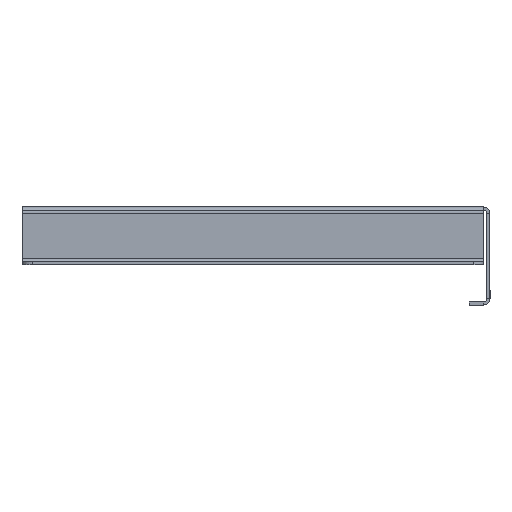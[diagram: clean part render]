
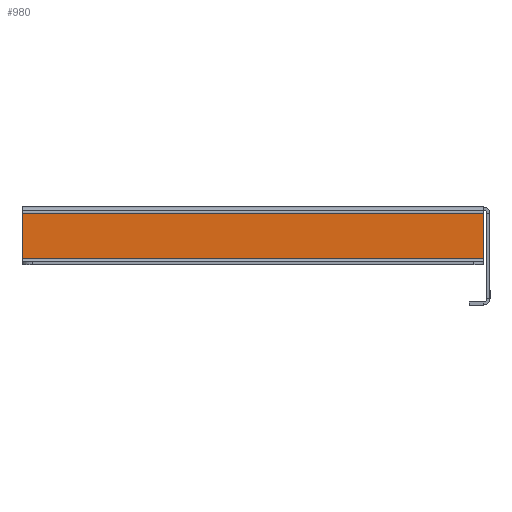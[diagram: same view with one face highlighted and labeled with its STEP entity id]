
A CAD part, left-side view. The second image highlights one B-rep face of the part: STEP entity #980.
In plain terms, the highlighted planar face has unit normal (-1, 0, 0).
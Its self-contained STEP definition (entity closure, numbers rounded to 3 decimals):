
#78 = VECTOR ( 'NONE', #655, 1000. ) ;
#86 = DIRECTION ( 'NONE',  ( 0., -1., 0. ) ) ;
#295 = CARTESIAN_POINT ( 'NONE',  ( -374., -111.5, -25. ) ) ;
#300 = EDGE_CURVE ( 'NONE', #4287, #1186, #1277, .T. ) ;
#336 = EDGE_CURVE ( 'NONE', #1186, #1004, #4706, .T. ) ;
#340 = CARTESIAN_POINT ( 'NONE',  ( -374., -111.5, -3. ) ) ;
#532 = CARTESIAN_POINT ( 'NONE',  ( -374., 111.5, -25. ) ) ;
#655 = DIRECTION ( 'NONE',  ( 0., 1., 0. ) ) ;
#776 = VERTEX_POINT ( 'NONE', #2384 ) ;
#980 = ADVANCED_FACE ( 'NONE', ( #1505 ), #4242, .F. ) ;
#1004 = VERTEX_POINT ( 'NONE', #340 ) ;
#1090 = EDGE_CURVE ( 'NONE', #1004, #776, #1114, .T. ) ;
#1114 = LINE ( 'NONE', #3564, #1386 ) ;
#1133 = VECTOR ( 'NONE', #86, 1000. ) ;
#1186 = VERTEX_POINT ( 'NONE', #3957 ) ;
#1223 = AXIS2_PLACEMENT_3D ( 'NONE', #3419, #2630, #2657 ) ;
#1277 = LINE ( 'NONE', #3627, #1866 ) ;
#1386 = VECTOR ( 'NONE', #3115, 1000. ) ;
#1390 = ORIENTED_EDGE ( 'NONE', *, *, #336, .F. ) ;
#1505 = FACE_OUTER_BOUND ( 'NONE', #4930, .T. ) ;
#1595 = ORIENTED_EDGE ( 'NONE', *, *, #2990, .F. ) ;
#1866 = VECTOR ( 'NONE', #3250, 1000. ) ;
#2384 = CARTESIAN_POINT ( 'NONE',  ( -374., -111.5, -25. ) ) ;
#2425 = ORIENTED_EDGE ( 'NONE', *, *, #1090, .F. ) ;
#2630 = DIRECTION ( 'NONE',  ( 1., 0., 0. ) ) ;
#2657 = DIRECTION ( 'NONE',  ( 0., 0., -1. ) ) ;
#2990 = EDGE_CURVE ( 'NONE', #776, #4287, #3275, .T. ) ;
#3115 = DIRECTION ( 'NONE',  ( 0., 0., -1. ) ) ;
#3250 = DIRECTION ( 'NONE',  ( 0., 0., 1. ) ) ;
#3275 = LINE ( 'NONE', #295, #78 ) ;
#3307 = ORIENTED_EDGE ( 'NONE', *, *, #300, .F. ) ;
#3419 = CARTESIAN_POINT ( 'NONE',  ( -374., 0., 0. ) ) ;
#3564 = CARTESIAN_POINT ( 'NONE',  ( -374., -111.5, -1.5 ) ) ;
#3627 = CARTESIAN_POINT ( 'NONE',  ( -374., 111.5, -25. ) ) ;
#3957 = CARTESIAN_POINT ( 'NONE',  ( -374., 111.5, -3. ) ) ;
#3996 = CARTESIAN_POINT ( 'NONE',  ( -374., -111.5, -3. ) ) ;
#4242 = PLANE ( 'NONE',  #1223 ) ;
#4287 = VERTEX_POINT ( 'NONE', #532 ) ;
#4706 = LINE ( 'NONE', #3996, #1133 ) ;
#4930 = EDGE_LOOP ( 'NONE', ( #1390, #3307, #1595, #2425 ) ) ;
